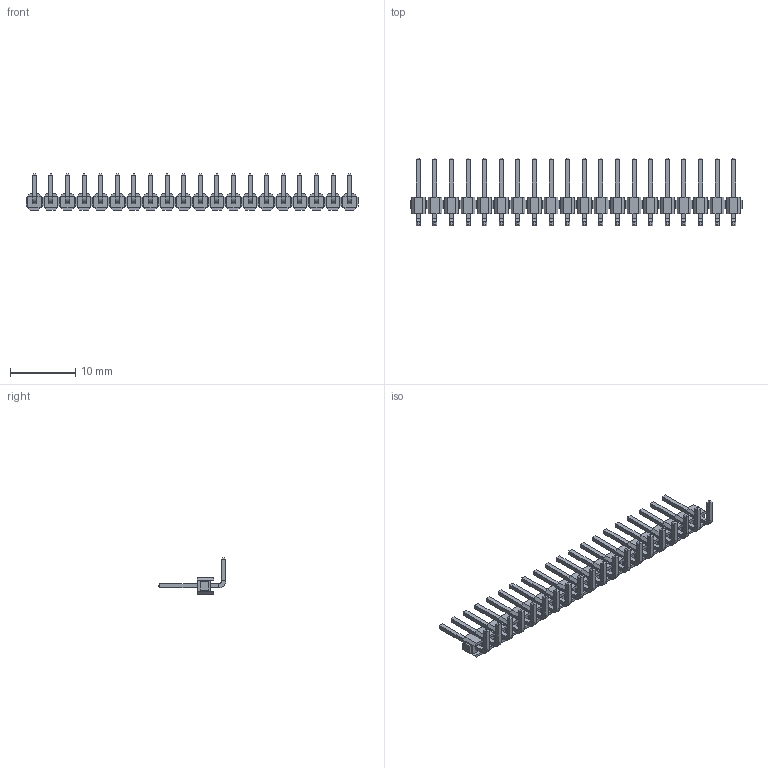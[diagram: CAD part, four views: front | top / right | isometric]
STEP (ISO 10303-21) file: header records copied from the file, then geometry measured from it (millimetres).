
FILE_DESCRIPTION (( 'STEP AP214' ), '1' );
FILE_NAME ('PLSR-20D.STEP', '2019-07-02T21:19:34', ( '' ), ( '' ), 'SwSTEP 2.0', 'SolidWorks 2018', '' );
FILE_SCHEMA (( 'AUTOMOTIVE_DESIGN' ));
Length unit declared in the file: millimetre
Products named in the file (1): PLSR-20D
Bounding box: 50.8 x 10.36 x 5.54 mm (x, y, z)
Volume: 327 mm3; surface area: 1276.7 mm2
Topology: 20 solids, 20 shells, 1000 faces, 2240 edges, 1360 vertices
Faces by surface type: plane 960, cylinder 40
Entity records: 37929 total; most frequent: CARTESIAN_POINT 4601, ORIENTED_EDGE 4480, DIRECTION 4322, EDGE_CURVE 2240, VECTOR 2160, LINE 2160, VERTEX_POINT 1360, AXIS2_PLACEMENT_3D 1081
